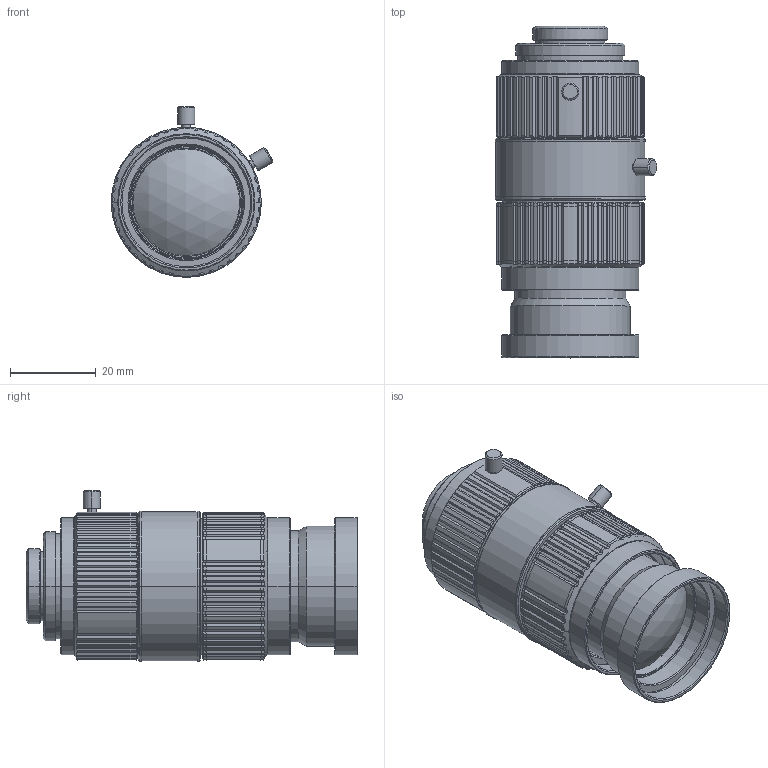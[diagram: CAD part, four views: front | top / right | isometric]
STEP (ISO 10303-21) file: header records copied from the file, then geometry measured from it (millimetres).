
FILE_DESCRIPTION(('STEP AP214'),'1');
FILE_NAME('M7528-MP.stp','2022-10-24T05:36:06',(' '),(' '),'Spatial InterOp 3D',' ',' ');
FILE_SCHEMA(('AUTOMOTIVE_DESIGN { 1 0 10303 214 1 1 1 1 }'));
Length unit declared in the file: metre
Products named in the file (3): M7528-MP; Component1; Component2
Assembly tree (2 placements, depth 2):
  M7528-MP
    Component1
    Component2
Bounding box: 37.66 x 77.33 x 39.8 mm (x, y, z)
Volume: 99531.5 mm3; surface area: 25139.6 mm2
Topology: 2 solids, 2 shells, 1055 faces, 2882 edges, 1896 vertices
Faces by surface type: cylinder 416, plane 383, cone 252, sphere 4
Entity records: 34574 total; most frequent: DIRECTION 6651, CARTESIAN_POINT 6160, ORIENTED_EDGE 5764, EDGE_CURVE 2882, AXIS2_PLACEMENT_3D 2743, VERTEX_POINT 1896, CIRCLE 1685, LINE 1165
